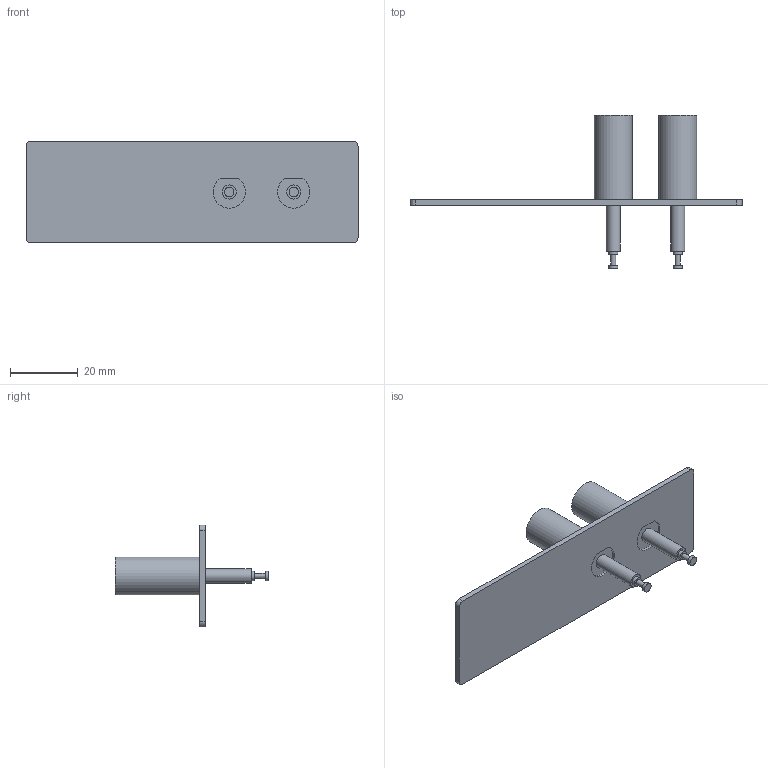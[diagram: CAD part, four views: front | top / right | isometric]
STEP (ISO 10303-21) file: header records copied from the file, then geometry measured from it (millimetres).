
FILE_DESCRIPTION(('FreeCAD Model'),'2;1');
FILE_NAME('current-sensor-backpanel_sp.step','2020-08-09T18:05:52',('kicad StepUp'),('ksu MCAD'), 'Open CASCADE STEP processor 7.4','FreeCAD','Unknown');
FILE_SCHEMA(('AUTOMOTIVE_DESIGN { 1 0 10303 214 1 1 1 1 }'));
Length unit declared in the file: millimetre
Products named in the file (1): current-sensor-backpanel_sp
Bounding box: 98 x 45.21 x 30 mm (x, y, z)
Volume: 9634 mm3; surface area: 8881.8 mm2
Topology: 1 solids, 1 shells, 44 faces, 84 edges, 56 vertices
Faces by surface type: plane 24, cylinder 20
Full cylindrical faces by diameter (mm): 1.52 x2, 2.79 x4, 4.166 x2, 4.22 x2, 11.18 x2
Entity records: 1450 total; most frequent: DIRECTION 214, CARTESIAN_POINT 185, ORIENTED_EDGE 168, AXIS2_PLACEMENT_3D 85, EDGE_CURVE 84, FACE_BOUND 58, EDGE_LOOP 58, VERTEX_POINT 56
